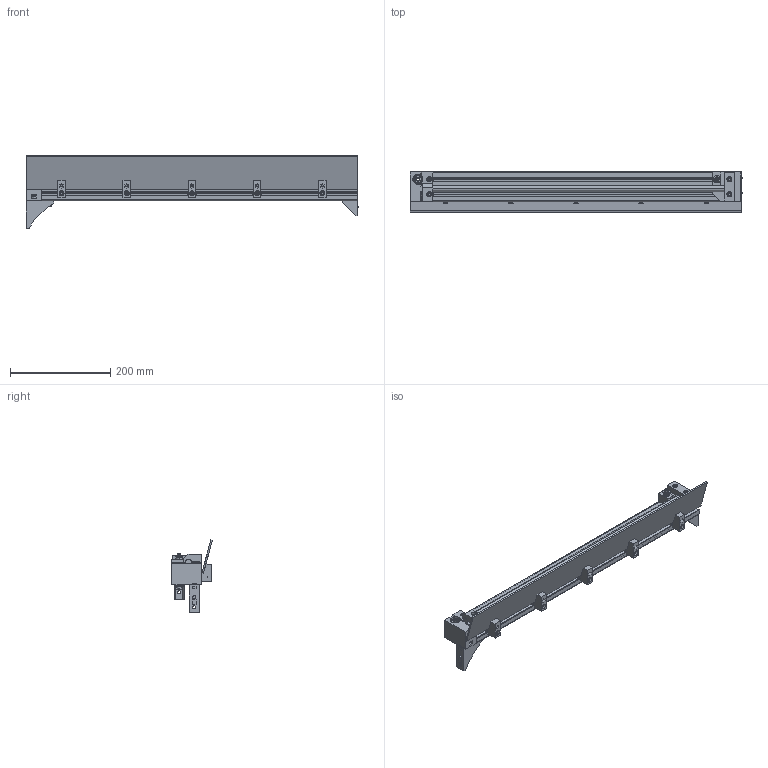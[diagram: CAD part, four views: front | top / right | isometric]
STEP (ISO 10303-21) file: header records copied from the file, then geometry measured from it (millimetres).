
FILE_DESCRIPTION (( 'STEP AP214' ), '1' );
FILE_NAME ('OA-Y10-A04-00.STEP', '2018-10-14T12:40:58', ( '' ), ( '' ), 'SwSTEP 2.0', 'SolidWorks 2014', '' );
FILE_SCHEMA (( 'AUTOMOTIVE_DESIGN' ));
Length unit declared in the file: millimetre
Products named in the file (24): DIN 0963 M4x12; OA-Y10-P15-00; HNTAP6-6; DIN 0985 M4; DIN 0985 M6; DIN 0125-1A M4; HBLFSN6; 624 bearing; OA-Y10-P04-00; HNTAP6-4; OA-Y10-P03-00; OA-Y10-P26-00; DIN 0912 M6x16; DIN 0912 M4x30; OA-Y10-P06-00; 625 bearing; HFS6-3060-630; OA-Y10-A04-00; DIN 0912 M4x20; DIN 9021- M5; HBLFSSW6; OA-Y10-P02-00; DIN 0912 M6x12; OA-Y10-P27-00
Assembly tree (67 placements, depth 2):
  OA-Y10-A04-00
    HNTAP6-6  x3
    HNTAP6-4  x9
    HFS6-3060-630
    HBLFSN6  x2
    HBLFSSW6
    625 bearing
    624 bearing
    DIN 9021- M5
    DIN 0963 M4x12  x5
    DIN 0912 M6x12  x3
    DIN 0912 M4x20  x6
    DIN 0912 M6x16
    DIN 0912 M4x30  x4
    DIN 0125-1A M4  x11
    DIN 0985 M4  x6
    DIN 0985 M6
    OA-Y10-P06-00
    OA-Y10-P03-00
    OA-Y10-P04-00
    OA-Y10-P15-00  x5
    OA-Y10-P02-00
    OA-Y10-P26-00
    OA-Y10-P27-00
Bounding box: 661.8 x 81.02 x 145 mm (x, y, z)
Volume: 804463 mm3; surface area: 555308.4 mm2
Topology: 67 solids, 67 shells, 1836 faces, 4673 edges, 3037 vertices
Faces by surface type: plane 1084, cylinder 522, cone 188, torus 42
Entity records: 27081 total; most frequent: CARTESIAN_POINT 4435, DIRECTION 4205, ORIENTED_EDGE 4012, EDGE_CURVE 2006, AXIS2_PLACEMENT_3D 1427, VECTOR 1351, LINE 1351, VERTEX_POINT 1309
